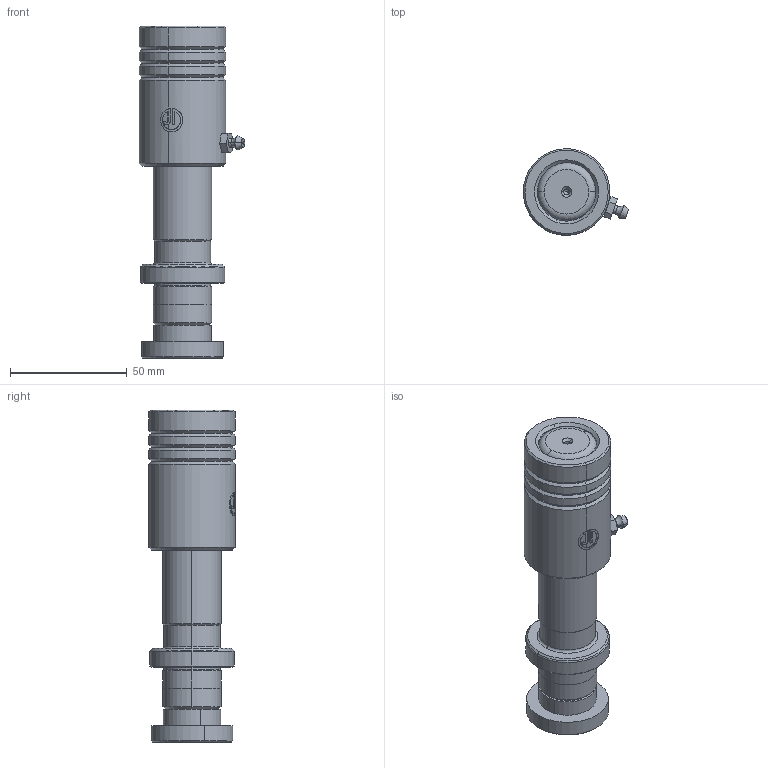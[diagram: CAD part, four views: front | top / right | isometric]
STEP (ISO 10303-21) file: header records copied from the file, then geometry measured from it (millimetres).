
FILE_DESCRIPTION (( 'STEP AP214' ), '1' );
FILE_NAME ('HRD-D25-L110(BL-60).STEP', '2021-09-27T08:48:07', ( '' ), ( '' ), 'SwSTEP 2.0', 'SolidWorks 2016', '' );
FILE_SCHEMA (( 'AUTOMOTIVE_DESIGN' ));
Length unit declared in the file: millimetre
Products named in the file (12): TRP蹟簽D25; HRD-D25-L110(BL-60); TRP-D25-L110; 蛁蚐郲; LXB-D37-d25-L60郪蚾; LXB-D37-d25-L60
Assembly tree (7 placements, depth 3):
  TRP蹟簽D25
  HRD-D25-L110(BL-60)
    LXB-D37-d25-L60郪蚾
      LXB-D37-d25-L60
  TRP-D25-L110
  蛁蚐郲
  HRD-D25-L110(BL-60)
    TRP-D25-L110
    TRP蹟簽D25
    LXB-D37-d25-L60郪蚾
      LXB-D37-d25-L60
      蛁蚐郲
Bounding box: 45.07 x 37 x 142 mm (x, y, z)
Volume: 106863.7 mm3; surface area: 30096.3 mm2
Topology: 4 solids, 4 shells, 163 faces, 364 edges, 218 vertices
Faces by surface type: cylinder 49, cone 42, plane 30, torus 28, bspline 14
Entity records: 8610 total; most frequent: CARTESIAN_POINT 4683, DIRECTION 800, ORIENTED_EDGE 716, EDGE_CURVE 358, AXIS2_PLACEMENT_3D 341, VERTEX_POINT 214, EDGE_LOOP 182, CIRCLE 177
